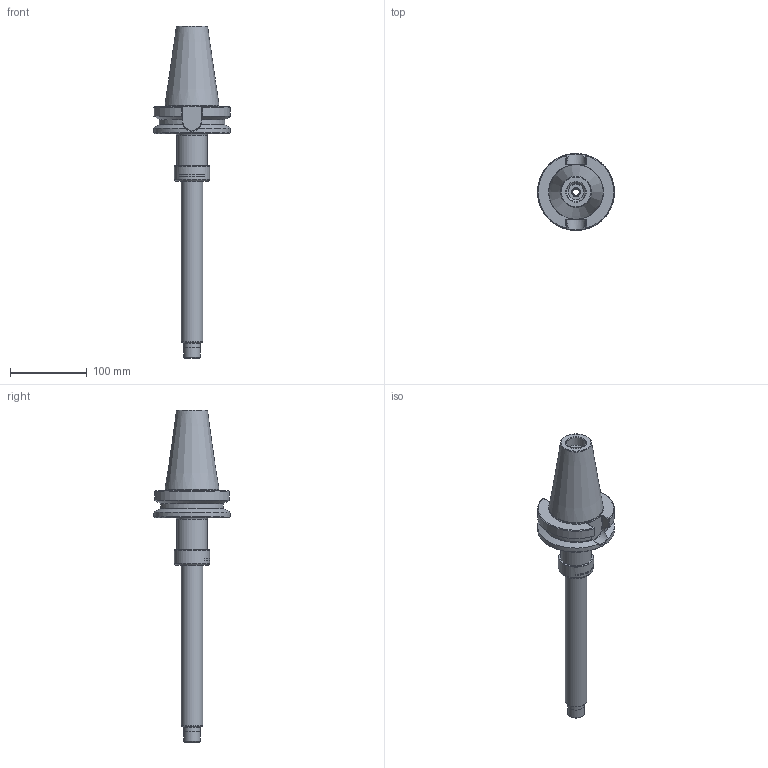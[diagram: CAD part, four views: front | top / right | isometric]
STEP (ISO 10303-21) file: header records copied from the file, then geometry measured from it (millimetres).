
FILE_DESCRIPTION(/* description */ (''),/* implementation_level */ '2;1');
FILE_NAME(/* name */ '885113170.stp',/* time_stamp */ '2023-03-15T12:10:39',/* author */ ('Ratnasingam Jekanthan'),/* organization */ ('REGO-FIX'),/* preprocessor_version */ ' Unknown',/* originating_system */ 'SIEMENS PLM Software Solid Edge ST10',/* authorization */ 'Unknown');
FILE_SCHEMA (('AUTOMOTIVE_DESIGN { 1 0 10303 214 2 1 1}'));
Length unit declared in the file: millimetre
Products named in the file (1): NOCUT
Bounding box: 100 x 100 x 431.3 mm (x, y, z)
Volume: 638829.5 mm3; surface area: 97213.1 mm2
Topology: 1 solids, 3 shells, 132 faces, 304 edges, 187 vertices
Faces by surface type: plane 42, cylinder 33, cone 32, torus 23, bspline 2
Full cylindrical faces by diameter (mm): 8.376 x1, 8.5 x1, 10 x1, 10.5 x1, 20.752 x2, 22 x2, 23.8 x1, 24.7 x1, 25 x2, 28 x1, 29 x1, 33 x1, 34 x1, 38.376 x1, 40 x1, 40.05 x1, 43.3 x1, 45.65 x1, 100 x1
Entity records: 4364 total; most frequent: CARTESIAN_POINT 780, DIRECTION 564, ORIENTED_EDGE 444, AXIS2_PLACEMENT_3D 250, EDGE_CURVE 222, EDGE_LOOP 212, FACE_BOUND 212, VERTEX_POINT 170
